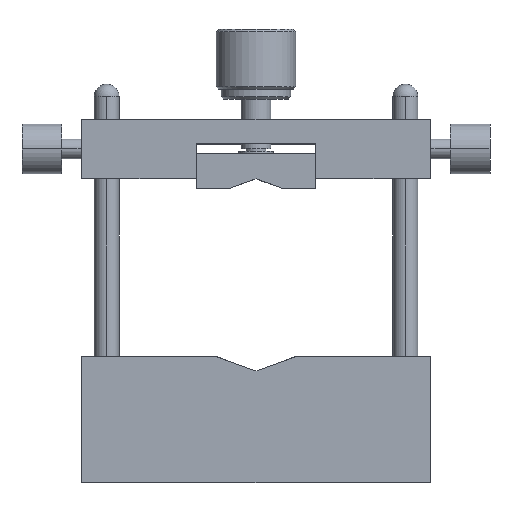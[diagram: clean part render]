
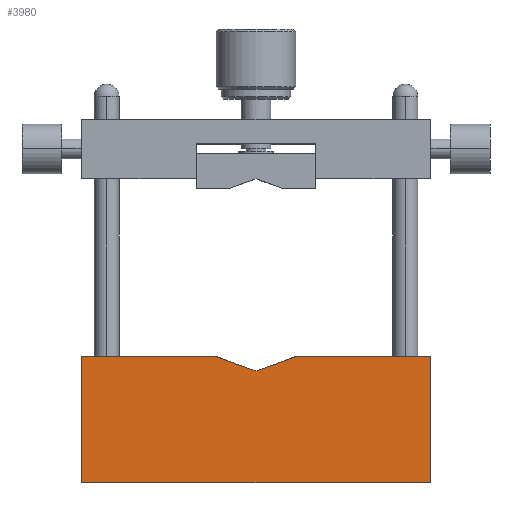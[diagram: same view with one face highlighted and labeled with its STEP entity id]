
A CAD part, top view. The second image highlights one B-rep face of the part: STEP entity #3980.
In plain terms, the highlighted planar face has unit normal (0, 0, 1).
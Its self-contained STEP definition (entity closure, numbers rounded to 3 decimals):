
#47 = LINE ( 'NONE', #1491, #1177 ) ;
#194 = ORIENTED_EDGE ( 'NONE', *, *, #1596, .F. ) ;
#195 = VECTOR ( 'NONE', #3556, 1000. ) ;
#245 = DIRECTION ( 'NONE',  ( -0.94, -0.342, 0. ) ) ;
#278 = CARTESIAN_POINT ( 'NONE',  ( 35., 0., 4.75 ) ) ;
#291 = FACE_OUTER_BOUND ( 'NONE', #1677, .T. ) ;
#419 = PLANE ( 'NONE',  #2836 ) ;
#521 = VECTOR ( 'NONE', #2868, 1000. ) ;
#592 = LINE ( 'NONE', #3234, #3491 ) ;
#659 = VERTEX_POINT ( 'NONE', #2221 ) ;
#674 = CARTESIAN_POINT ( 'NONE',  ( 35., 25.4, 4.75 ) ) ;
#867 = EDGE_CURVE ( 'NONE', #1354, #3994, #4788, .T. ) ;
#1101 = DIRECTION ( 'NONE',  ( -1., 0., 0. ) ) ;
#1103 = VECTOR ( 'NONE', #4463, 1000. ) ;
#1168 = LINE ( 'NONE', #3712, #1103 ) ;
#1177 = VECTOR ( 'NONE', #4170, 1000. ) ;
#1318 = DIRECTION ( 'NONE',  ( 1., 0., 0. ) ) ;
#1354 = VERTEX_POINT ( 'NONE', #3254 ) ;
#1491 = CARTESIAN_POINT ( 'NONE',  ( -35., 25.4, 4.75 ) ) ;
#1538 = VERTEX_POINT ( 'NONE', #2674 ) ;
#1596 = EDGE_CURVE ( 'NONE', #3817, #1851, #3972, .T. ) ;
#1622 = VERTEX_POINT ( 'NONE', #4229 ) ;
#1676 = VECTOR ( 'NONE', #1997, 1000. ) ;
#1677 = EDGE_LOOP ( 'NONE', ( #2562, #1896, #2554, #4014, #4279, #4454, #194 ) ) ;
#1713 = EDGE_CURVE ( 'NONE', #1538, #1851, #4001, .T. ) ;
#1851 = VERTEX_POINT ( 'NONE', #278 ) ;
#1896 = ORIENTED_EDGE ( 'NONE', *, *, #4358, .T. ) ;
#1997 = DIRECTION ( 'NONE',  ( 0., -1., 0. ) ) ;
#2018 = CARTESIAN_POINT ( 'NONE',  ( 0., 22.4, 4.75 ) ) ;
#2106 = VECTOR ( 'NONE', #1318, 1000. ) ;
#2218 = EDGE_CURVE ( 'NONE', #659, #3817, #47, .T. ) ;
#2221 = CARTESIAN_POINT ( 'NONE',  ( 8.242, 25.4, 4.75 ) ) ;
#2464 = CARTESIAN_POINT ( 'NONE',  ( -35., 25.4, 4.75 ) ) ;
#2554 = ORIENTED_EDGE ( 'NONE', *, *, #867, .T. ) ;
#2562 = ORIENTED_EDGE ( 'NONE', *, *, #2218, .F. ) ;
#2674 = CARTESIAN_POINT ( 'NONE',  ( -35., 0., 4.75 ) ) ;
#2724 = EDGE_CURVE ( 'NONE', #1622, #1538, #4700, .T. ) ;
#2836 = AXIS2_PLACEMENT_3D ( 'NONE', #4539, #4869, #1101 ) ;
#2868 = DIRECTION ( 'NONE',  ( 0., -1., 0. ) ) ;
#3112 = EDGE_CURVE ( 'NONE', #1622, #3994, #1168, .T. ) ;
#3128 = CARTESIAN_POINT ( 'NONE',  ( 35., 25.4, 4.75 ) ) ;
#3234 = CARTESIAN_POINT ( 'NONE',  ( 0., 22.4, 4.75 ) ) ;
#3254 = CARTESIAN_POINT ( 'NONE',  ( 0., 22.4, 4.75 ) ) ;
#3491 = VECTOR ( 'NONE', #245, 1000. ) ;
#3540 = CARTESIAN_POINT ( 'NONE',  ( -35., 0., 4.75 ) ) ;
#3556 = DIRECTION ( 'NONE',  ( -0.94, 0.342, 0. ) ) ;
#3712 = CARTESIAN_POINT ( 'NONE',  ( -35., 25.4, 4.75 ) ) ;
#3817 = VERTEX_POINT ( 'NONE', #674 ) ;
#3972 = LINE ( 'NONE', #3128, #1676 ) ;
#3980 = ADVANCED_FACE ( 'NONE', ( #291 ), #419, .F. ) ;
#3994 = VERTEX_POINT ( 'NONE', #4886 ) ;
#4001 = LINE ( 'NONE', #3540, #2106 ) ;
#4014 = ORIENTED_EDGE ( 'NONE', *, *, #3112, .F. ) ;
#4170 = DIRECTION ( 'NONE',  ( 1., 0., 0. ) ) ;
#4229 = CARTESIAN_POINT ( 'NONE',  ( -35., 25.4, 4.75 ) ) ;
#4279 = ORIENTED_EDGE ( 'NONE', *, *, #2724, .T. ) ;
#4358 = EDGE_CURVE ( 'NONE', #659, #1354, #592, .T. ) ;
#4454 = ORIENTED_EDGE ( 'NONE', *, *, #1713, .T. ) ;
#4463 = DIRECTION ( 'NONE',  ( 1., 0., 0. ) ) ;
#4539 = CARTESIAN_POINT ( 'NONE',  ( -35., 25.4, 4.75 ) ) ;
#4700 = LINE ( 'NONE', #2464, #521 ) ;
#4788 = LINE ( 'NONE', #2018, #195 ) ;
#4869 = DIRECTION ( 'NONE',  ( 0., 0., -1. ) ) ;
#4886 = CARTESIAN_POINT ( 'NONE',  ( -8.242, 25.4, 4.75 ) ) ;
